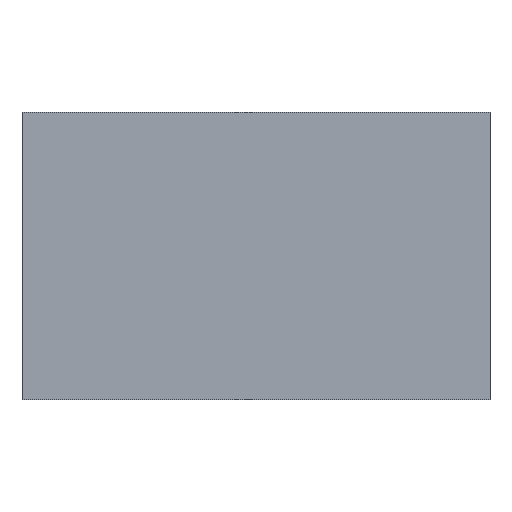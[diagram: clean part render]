
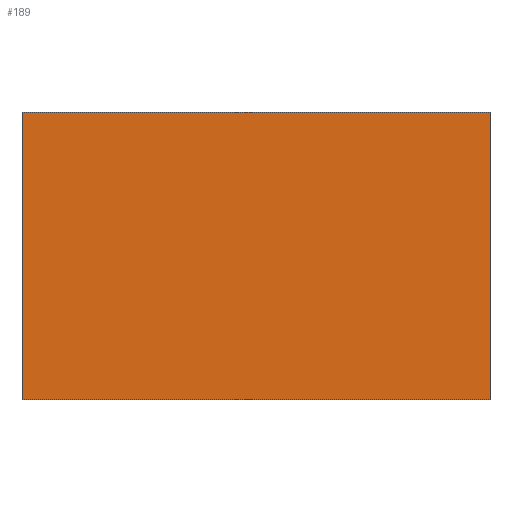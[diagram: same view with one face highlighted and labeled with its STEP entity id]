
A CAD part, left-side view. The second image highlights one B-rep face of the part: STEP entity #189.
In plain terms, the highlighted planar face has unit normal (-1, 0, 0).
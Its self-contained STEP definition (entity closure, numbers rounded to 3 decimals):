
#23=FACE_OUTER_BOUND('',#33,.T.);
#33=EDGE_LOOP('',(#156,#157,#158,#159));
#48=LINE('',#278,#72);
#54=LINE('',#291,#78);
#56=LINE('',#294,#80);
#58=LINE('',#297,#82);
#72=VECTOR('',#228,1.);
#78=VECTOR('',#236,1.);
#80=VECTOR('',#240,1.);
#82=VECTOR('',#244,1.);
#92=VERTEX_POINT('',#275);
#93=VERTEX_POINT('',#277);
#98=VERTEX_POINT('',#288);
#99=VERTEX_POINT('',#290);
#112=EDGE_CURVE('',#93,#92,#48,.T.);
#118=EDGE_CURVE('',#99,#98,#54,.T.);
#120=EDGE_CURVE('',#98,#93,#56,.T.);
#122=EDGE_CURVE('',#99,#92,#58,.T.);
#156=ORIENTED_EDGE('',*,*,#122,.F.);
#157=ORIENTED_EDGE('',*,*,#118,.T.);
#158=ORIENTED_EDGE('',*,*,#120,.T.);
#159=ORIENTED_EDGE('',*,*,#112,.T.);
#179=PLANE('',#201);
#189=ADVANCED_FACE('',(#23),#179,.T.);
#201=AXIS2_PLACEMENT_3D('',#296,#242,#243);
#228=DIRECTION('',(0.,-1.,0.));
#236=DIRECTION('',(0.,1.,0.));
#240=DIRECTION('',(0.,0.,-1.));
#242=DIRECTION('center_axis',(-1.,0.,0.));
#243=DIRECTION('ref_axis',(0.,0.,-1.));
#244=DIRECTION('',(0.,0.,-1.));
#275=CARTESIAN_POINT('',(-19.2,0.,-76.2));
#277=CARTESIAN_POINT('',(-19.2,125.,-76.2));
#278=CARTESIAN_POINT('',(-19.2,62.5,-76.2));
#288=CARTESIAN_POINT('',(-19.2,125.,0.5));
#290=CARTESIAN_POINT('',(-19.2,0.,0.5));
#291=CARTESIAN_POINT('',(-19.2,62.5,0.5));
#294=CARTESIAN_POINT('',(-19.2,125.,-37.85));
#296=CARTESIAN_POINT('Origin',(-19.2,62.5,-37.85));
#297=CARTESIAN_POINT('',(-19.2,0.,-37.85));
